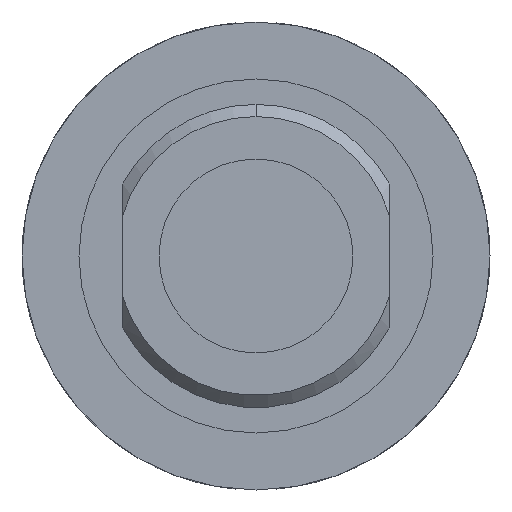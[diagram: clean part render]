
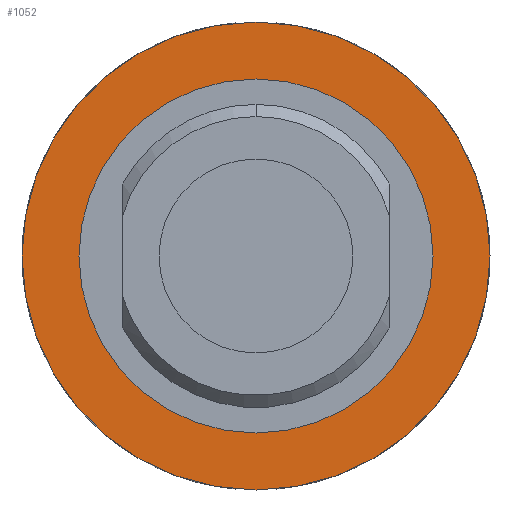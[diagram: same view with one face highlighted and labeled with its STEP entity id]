
A CAD part, front view. The second image highlights one B-rep face of the part: STEP entity #1052.
In plain terms, the highlighted planar face has unit normal (0, -1, 0).
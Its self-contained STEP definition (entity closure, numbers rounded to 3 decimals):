
#13 = EDGE_LOOP ( 'NONE', ( #3084, #3286 ) ) ;
#26 = CARTESIAN_POINT ( 'NONE',  ( 0., 7.8, 0. ) ) ;
#411 = CIRCLE ( 'NONE', #1642, 7.3 ) ;
#475 = CARTESIAN_POINT ( 'NONE',  ( 0., 7.8, 0. ) ) ;
#544 = CARTESIAN_POINT ( 'NONE',  ( 0., 7.8, 0. ) ) ;
#717 = ORIENTED_EDGE ( 'NONE', *, *, #2655, .F. ) ;
#745 = PLANE ( 'NONE',  #2974 ) ;
#792 = DIRECTION ( 'NONE',  ( 0., 1., 0. ) ) ;
#834 = EDGE_CURVE ( 'NONE', #1777, #1833, #3097, .T. ) ;
#1052 = ADVANCED_FACE ( 'NONE', ( #3474, #1073 ), #745, .F. ) ;
#1073 = FACE_BOUND ( 'NONE', #13, .T. ) ;
#1150 = DIRECTION ( 'NONE',  ( 0., 0., 1. ) ) ;
#1340 = DIRECTION ( 'NONE',  ( 0., 0., 1. ) ) ;
#1642 = AXIS2_PLACEMENT_3D ( 'NONE', #544, #3236, #1340 ) ;
#1661 = CARTESIAN_POINT ( 'NONE',  ( 0., 7.8, -7.3 ) ) ;
#1777 = VERTEX_POINT ( 'NONE', #1925 ) ;
#1793 = VERTEX_POINT ( 'NONE', #3471 ) ;
#1833 = VERTEX_POINT ( 'NONE', #2768 ) ;
#1925 = CARTESIAN_POINT ( 'NONE',  ( 0., 7.8, -9.65 ) ) ;
#1962 = DIRECTION ( 'NONE',  ( 0., 0., 1. ) ) ;
#2121 = VERTEX_POINT ( 'NONE', #1661 ) ;
#2223 = CARTESIAN_POINT ( 'NONE',  ( 0., 7.8, 0. ) ) ;
#2617 = DIRECTION ( 'NONE',  ( 0., 1., 0. ) ) ;
#2648 = CIRCLE ( 'NONE', #2698, 9.65 ) ;
#2655 = EDGE_CURVE ( 'NONE', #1833, #1777, #2648, .T. ) ;
#2698 = AXIS2_PLACEMENT_3D ( 'NONE', #3403, #2617, #3347 ) ;
#2768 = CARTESIAN_POINT ( 'NONE',  ( 0., 7.8, 9.65 ) ) ;
#2795 = EDGE_CURVE ( 'NONE', #2121, #1793, #2921, .T. ) ;
#2812 = AXIS2_PLACEMENT_3D ( 'NONE', #26, #792, #3237 ) ;
#2921 = CIRCLE ( 'NONE', #2812, 7.3 ) ;
#2926 = AXIS2_PLACEMENT_3D ( 'NONE', #2223, #3302, #1962 ) ;
#2974 = AXIS2_PLACEMENT_3D ( 'NONE', #475, #3217, #1150 ) ;
#3084 = ORIENTED_EDGE ( 'NONE', *, *, #3466, .T. ) ;
#3097 = CIRCLE ( 'NONE', #2926, 9.65 ) ;
#3192 = EDGE_LOOP ( 'NONE', ( #717, #3267 ) ) ;
#3217 = DIRECTION ( 'NONE',  ( 0., 1., 0. ) ) ;
#3236 = DIRECTION ( 'NONE',  ( 0., 1., 0. ) ) ;
#3237 = DIRECTION ( 'NONE',  ( 0., 0., 1. ) ) ;
#3267 = ORIENTED_EDGE ( 'NONE', *, *, #834, .F. ) ;
#3286 = ORIENTED_EDGE ( 'NONE', *, *, #2795, .T. ) ;
#3302 = DIRECTION ( 'NONE',  ( 0., 1., 0. ) ) ;
#3347 = DIRECTION ( 'NONE',  ( 0., 0., 1. ) ) ;
#3403 = CARTESIAN_POINT ( 'NONE',  ( 0., 7.8, 0. ) ) ;
#3466 = EDGE_CURVE ( 'NONE', #1793, #2121, #411, .T. ) ;
#3471 = CARTESIAN_POINT ( 'NONE',  ( 0., 7.8, 7.3 ) ) ;
#3474 = FACE_OUTER_BOUND ( 'NONE', #3192, .T. ) ;
